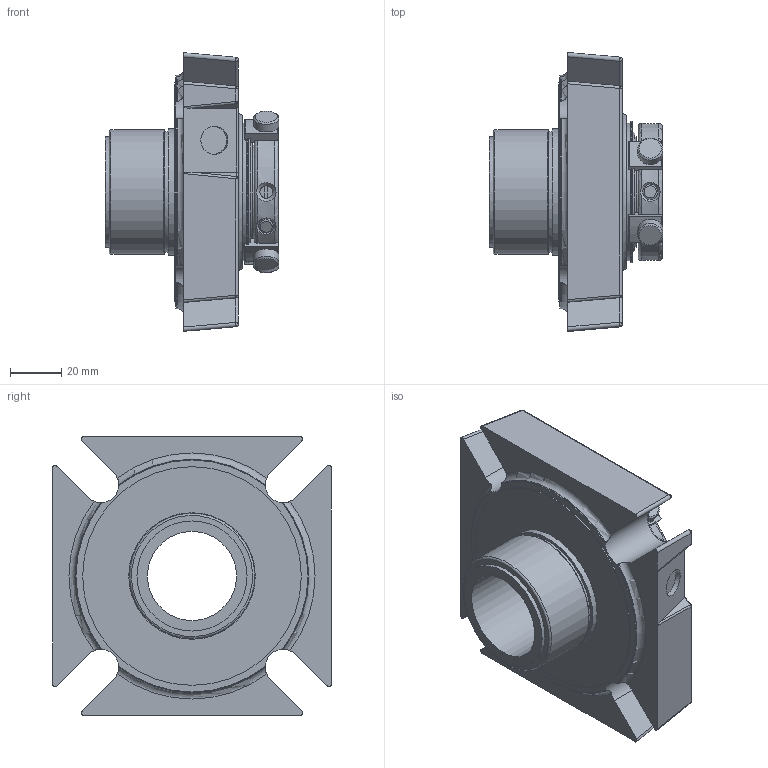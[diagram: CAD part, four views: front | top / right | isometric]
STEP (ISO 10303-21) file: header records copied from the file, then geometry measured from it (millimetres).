
FILE_DESCRIPTION(/* description */ ('Unknown'),/* implementation_level */ '2;1');
FILE_NAME(/* name */ '1.375 CURC ANSI SEAL ARRANGEMENT',/* time_stamp */ '2023-05-16T14:34:17+01:00',/* author */ ('Unknown'),/* organization */ ('Unknown'),/* preprocessor_version */ 'ST-DEVELOPER v18.102',/* originating_system */ 'Solid Edge',/* authorisation */ 'Unknown');
FILE_SCHEMA (('AUTOMOTIVE_DESIGN {1 0 10303 214 3 1 1}'));
Length unit declared in the file: millimetre
Products named in the file (1): 1.375
Bounding box: 68.21 x 109.25 x 109.25 mm (x, y, z)
Volume: 257400.4 mm3; surface area: 49954.3 mm2
Topology: 1 solids, 1 shells, 268 faces, 690 edges, 441 vertices
Faces by surface type: cylinder 93, plane 89, torus 50, cone 24, sphere 12
Full cylindrical faces by diameter (mm): 4.917 x2, 6 x6, 10 x4, 11 x3, 34.925 x1, 36.982 x1, 43.18 x1, 43.433 x1, 47.142 x1, 48.971 x1, 49.606 x1, 53.924 x1, 85.725 x1
Entity records: 9797 total; most frequent: CARTESIAN_POINT 1778, DIRECTION 1298, ORIENTED_EDGE 1216, EDGE_CURVE 608, AXIS2_PLACEMENT_3D 545, VERTEX_POINT 408, EDGE_LOOP 344, FACE_BOUND 344
